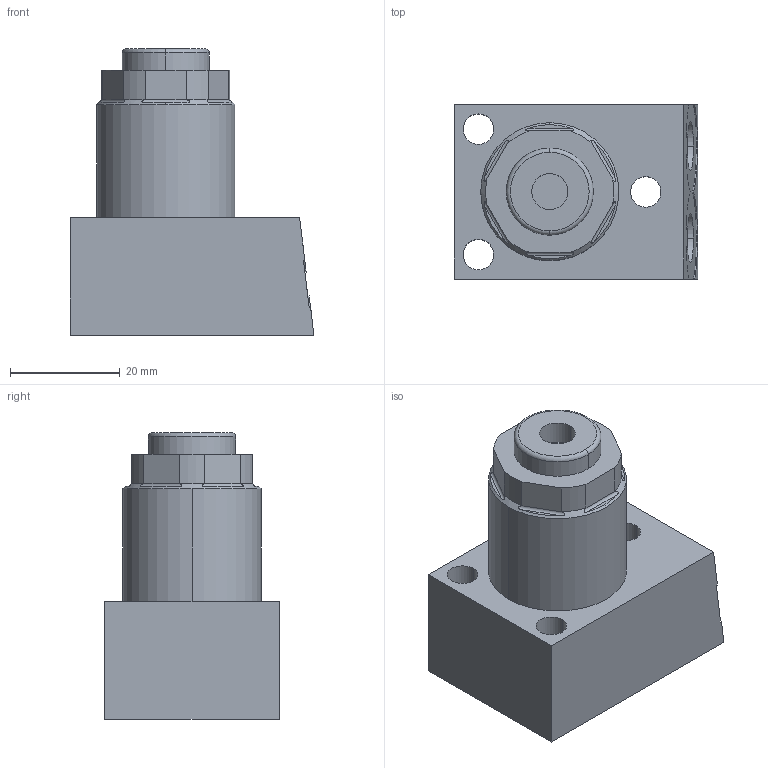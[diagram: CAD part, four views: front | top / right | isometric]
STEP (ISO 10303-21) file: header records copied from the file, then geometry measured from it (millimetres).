
FILE_DESCRIPTION((''),'2;1');
FILE_NAME('ILC10060611','2009-06-04T',('jdw'),(''),'PRO/ENGINEER BY PARAMETRIC TECHNOLOGY CORPORATION, 2007460','PRO/ENGINEER BY PARAMETRIC TECHNOLOGY CORPORATION, 2007460','');
FILE_SCHEMA(('AUTOMOTIVE_DESIGN_CC2 { 1 2 10303 214 -1 1 5 2 }'));
Length unit declared in the file: inch
Products named in the file (1): ILC10060611
Bounding box: 44.45 x 31.75 x 52.2 mm (x, y, z)
Volume: 40131.8 mm3; surface area: 9782.5 mm2
Topology: 1 solids, 1 shells, 69 faces, 164 edges, 102 vertices
Faces by surface type: cylinder 32, plane 25, cone 10, torus 2
Entity records: 2365 total; most frequent: CARTESIAN_POINT 557, DIRECTION 364, ORIENTED_EDGE 328, EDGE_CURVE 164, AXIS2_PLACEMENT_3D 143, COLOUR_RGB 106, VERTEX_POINT 102, EDGE_LOOP 80
